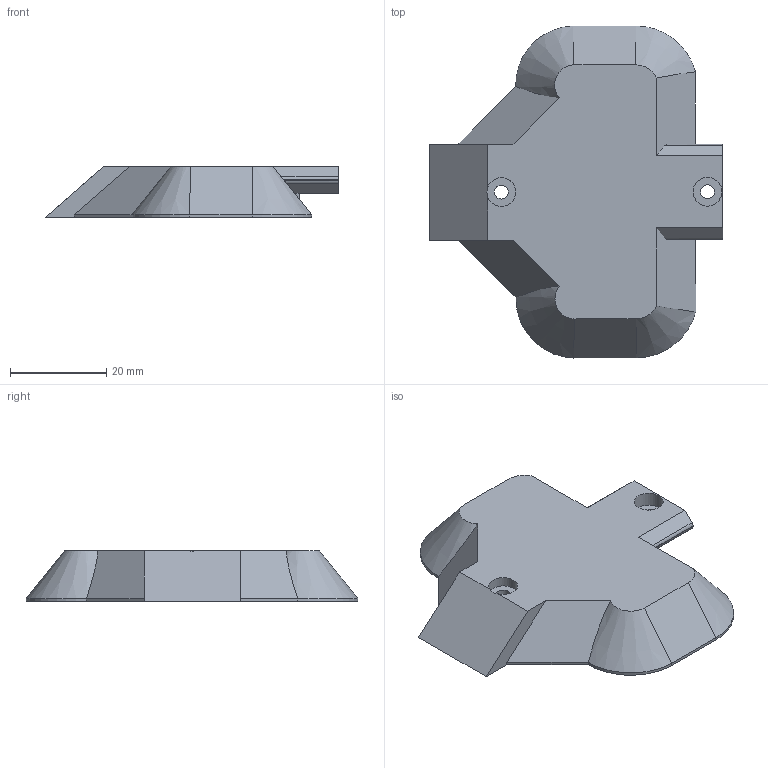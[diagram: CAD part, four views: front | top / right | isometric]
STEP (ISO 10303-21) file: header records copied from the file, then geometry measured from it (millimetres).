
FILE_DESCRIPTION(/* description */ (''),/* implementation_level */ '2;1');
FILE_NAME(/* name */ 'top cover v9.step',/* time_stamp */ '2022-11-20T15:01:19-05:00',/* author */ (''),/* organization */ (''),/* preprocessor_version */ 'ST-DEVELOPER v19.2',/* originating_system */ 'Autodesk Translation Framework v11.17.0.187',/* authorisation */ '');
FILE_SCHEMA (('AUTOMOTIVE_DESIGN { 1 0 10303 214 3 1 1 }'));
Length unit declared in the file: millimetre
Products named in the file (1): top cover
Bounding box: 61.06 x 69.1 x 10.6 mm (x, y, z)
Volume: 10146.1 mm3; surface area: 8438.3 mm2
Topology: 1 solids, 1 shells, 70 faces, 182 edges, 117 vertices
Faces by surface type: plane 48, cylinder 14, cone 8
Full cylindrical faces by diameter (mm): 2.9 x2, 6 x2, 7.8 x1
Entity records: 2165 total; most frequent: CARTESIAN_POINT 398, ORIENTED_EDGE 364, DIRECTION 355, EDGE_CURVE 182, LINE 125, VECTOR 125, VERTEX_POINT 117, AXIS2_PLACEMENT_3D 115
